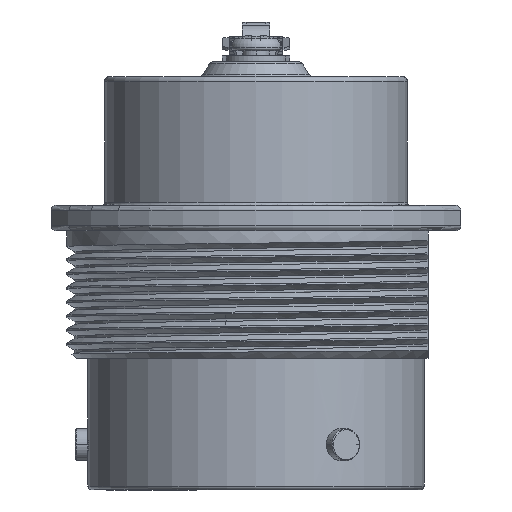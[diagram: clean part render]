
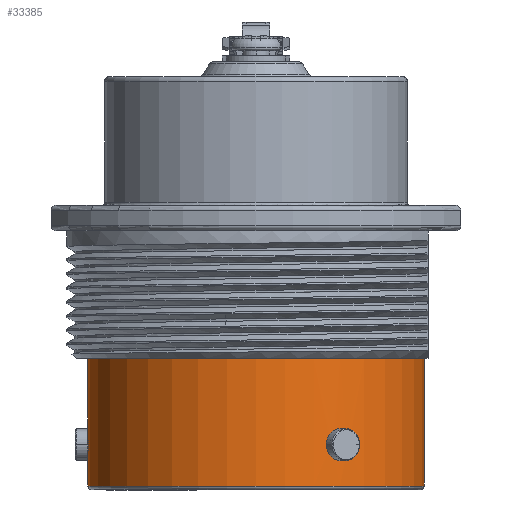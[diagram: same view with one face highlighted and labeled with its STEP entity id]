
A CAD part, left-side view. The second image highlights one B-rep face of the part: STEP entity #33385.
In plain terms, the highlighted cylindrical face has radius 16.875 mm (diameter 33.75 mm), a partial arc.
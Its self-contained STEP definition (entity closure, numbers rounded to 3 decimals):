
#12486=CARTESIAN_POINT('',(0.,0.,0.));
#12487=DIRECTION('',(0.,0.,1.));
#12488=DIRECTION('',(0.,1.,0.));
#12489=AXIS2_PLACEMENT_3D('',#12486,#12487,#12488);
#12501=CARTESIAN_POINT('',(0.,16.875,-7.5));
#12502=CARTESIAN_POINT('',(-0.15,16.875,-7.5));
#12503=CARTESIAN_POINT('',(-0.451,16.871,
-7.56));
#12504=CARTESIAN_POINT('',(-0.834,16.855,
-7.816));
#12505=CARTESIAN_POINT('',(-1.09,16.84,
-8.199));
#12506=CARTESIAN_POINT('',(-1.18,16.834,
-8.65));
#12507=CARTESIAN_POINT('',(-1.09,16.84,
-9.101));
#12508=CARTESIAN_POINT('',(-0.834,16.855,
-9.484));
#12509=CARTESIAN_POINT('',(-0.451,16.871,
-9.74));
#12510=CARTESIAN_POINT('',(-0.15,16.875,-9.8));
#12511=CARTESIAN_POINT('',(0.,16.875,-9.8));
#12576=DIRECTION('',(0.,0.,-1.));
#12577=VECTOR('',#12576,3.);
#12578=CARTESIAN_POINT('',(0.,16.875,-9.8));
#12579=LINE('',#12578,#12577);
#12580=DIRECTION('',(0.,0.,1.));
#12581=VECTOR('',#12580,12.8);
#12582=CARTESIAN_POINT('',(0.,-16.875,-12.8));
#12583=LINE('',#12582,#12581);
#12584=DIRECTION('',(0.,0.,-1.));
#12585=VECTOR('',#12584,7.5);
#12586=CARTESIAN_POINT('',(0.,16.875,0.));
#12587=LINE('',#12586,#12585);
#12654=CARTESIAN_POINT('',(0.,0.,-12.8));
#12655=DIRECTION('',(0.,0.,1.));
#12656=DIRECTION('',(0.,1.,0.));
#12657=AXIS2_PLACEMENT_3D('',#12654,#12655,#12656);
#13287=CARTESIAN_POINT('',(-14.614,-8.438,
-7.5));
#13288=CARTESIAN_POINT('',(-14.539,-8.568,
-7.5));
#13289=CARTESIAN_POINT('',(-14.385,-8.826,
-7.56));
#13290=CARTESIAN_POINT('',(-14.18,-9.15,
-7.816));
#13291=CARTESIAN_POINT('',(-14.039,-9.364,
-8.199));
#13292=CARTESIAN_POINT('',(-13.988,-9.439,
-8.65));
#13293=CARTESIAN_POINT('',(-14.039,-9.364,
-9.101));
#13294=CARTESIAN_POINT('',(-14.18,-9.15,
-9.484));
#13295=CARTESIAN_POINT('',(-14.385,-8.826,
-9.74));
#13296=CARTESIAN_POINT('',(-14.539,-8.568,
-9.8));
#13297=CARTESIAN_POINT('',(-14.614,-8.438,
-9.8));
#13350=CARTESIAN_POINT('',(-14.614,-8.438,
-9.8));
#13351=CARTESIAN_POINT('',(-14.689,-8.307,
-9.8));
#13352=CARTESIAN_POINT('',(-14.836,-8.045,
-9.74));
#13353=CARTESIAN_POINT('',(-15.014,-7.705,
-9.484));
#13354=CARTESIAN_POINT('',(-15.129,-7.476,
-9.101));
#13355=CARTESIAN_POINT('',(-15.168,-7.395,
-8.65));
#13356=CARTESIAN_POINT('',(-15.129,-7.476,
-8.199));
#13357=CARTESIAN_POINT('',(-15.014,-7.705,
-7.816));
#13358=CARTESIAN_POINT('',(-14.836,-8.045,
-7.56));
#13359=CARTESIAN_POINT('',(-14.689,-8.307,
-7.5));
#13360=CARTESIAN_POINT('',(-14.614,-8.438,
-7.5));
#14770=CARTESIAN_POINT('',(0.,16.875,0.));
#14771=CARTESIAN_POINT('',(0.,-16.875,0.));
#14772=VERTEX_POINT('',#14770);
#14773=VERTEX_POINT('',#14771);
#14774=CARTESIAN_POINT('',(0.,-16.875,-12.8));
#14775=VERTEX_POINT('',#14774);
#14776=CARTESIAN_POINT('',(0.,16.875,-12.8));
#14777=VERTEX_POINT('',#14776);
#17913=CARTESIAN_POINT('',(0.,16.875,-9.8));
#17914=VERTEX_POINT('',#17913);
#17915=CARTESIAN_POINT('',(0.,16.875,-7.5));
#17916=VERTEX_POINT('',#17915);
#17921=CARTESIAN_POINT('',(-14.614,-8.437,
-7.5));
#17922=CARTESIAN_POINT('',(-14.614,-8.437,
-9.8));
#17923=VERTEX_POINT('',#17921);
#17924=VERTEX_POINT('',#17922);
#33361=CARTESIAN_POINT('',(0.,0.,0.256));
#33362=DIRECTION('',(0.,0.,-1.));
#33363=DIRECTION('',(0.,-1.,0.));
#33364=AXIS2_PLACEMENT_3D('',#33361,#33362,#33363);
#33365=CYLINDRICAL_SURFACE('',#33364,16.875);
#33367=ORIENTED_EDGE('',*,*,#33366,.F.);
#33369=ORIENTED_EDGE('',*,*,#33368,.F.);
#33370=ORIENTED_EDGE('',*,*,#33354,.T.);
#33372=ORIENTED_EDGE('',*,*,#33371,.F.);
#33374=ORIENTED_EDGE('',*,*,#33373,.F.);
#33376=ORIENTED_EDGE('',*,*,#33375,.F.);
#33377=EDGE_LOOP('',(#33367,#33369,#33370,#33372,#33374,#33376));
#33378=FACE_OUTER_BOUND('',#33377,.F.);
#33380=ORIENTED_EDGE('',*,*,#33379,.F.);
#33382=ORIENTED_EDGE('',*,*,#33381,.F.);
#33383=EDGE_LOOP('',(#33380,#33382));
#33384=FACE_BOUND('',#33383,.F.);
#33385=ADVANCED_FACE('',(#33378,#33384),#33365,.T.);
#12490=CIRCLE('',#12489,16.875);
#12512=B_SPLINE_CURVE_WITH_KNOTS('',3,(#12501,#12502,#12503,#12504,#12505,
#12506,#12507,#12508,#12509,#12510,#12511),.UNSPECIFIED.,.F.,.F.,(4,1,1,1,1,1,1,
1,4),(0.,0.125,0.25,0.375,0.5,0.625,0.75,0.875,1.),
.UNSPECIFIED.);
#12658=CIRCLE('',#12657,16.875);
#13298=B_SPLINE_CURVE_WITH_KNOTS('',3,(#13287,#13288,#13289,#13290,#13291,
#13292,#13293,#13294,#13295,#13296,#13297),.UNSPECIFIED.,.F.,.F.,(4,1,1,1,1,1,1,
1,4),(0.,0.125,0.25,0.375,0.5,0.625,0.75,0.875,1.),
.UNSPECIFIED.);
#13361=B_SPLINE_CURVE_WITH_KNOTS('',3,(#13350,#13351,#13352,#13353,#13354,
#13355,#13356,#13357,#13358,#13359,#13360),.UNSPECIFIED.,.F.,.F.,(4,1,1,1,1,1,1,
1,4),(0.,0.125,0.25,0.375,0.5,0.625,0.75,0.875,1.),
.UNSPECIFIED.);
#33354=EDGE_CURVE('',#14772,#14773,#12490,.T.);
#33366=EDGE_CURVE('',#17916,#17914,#12512,.T.);
#33368=EDGE_CURVE('',#14772,#17916,#12587,.T.);
#33371=EDGE_CURVE('',#14775,#14773,#12583,.T.);
#33373=EDGE_CURVE('',#14777,#14775,#12658,.T.);
#33375=EDGE_CURVE('',#17914,#14777,#12579,.T.);
#33379=EDGE_CURVE('',#17923,#17924,#13298,.T.);
#33381=EDGE_CURVE('',#17924,#17923,#13361,.T.);
